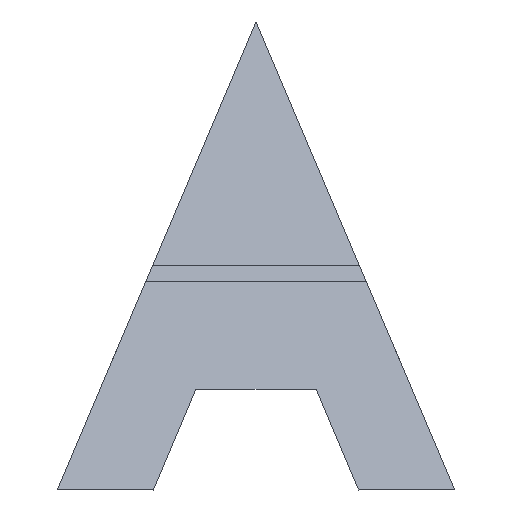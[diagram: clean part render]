
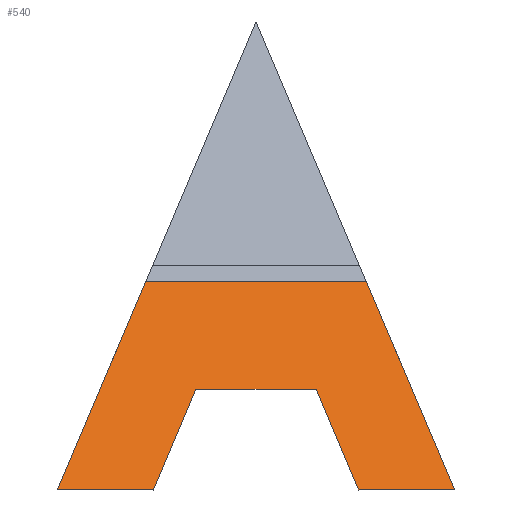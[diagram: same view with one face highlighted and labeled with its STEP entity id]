
A CAD part, front view. The second image highlights one B-rep face of the part: STEP entity #540.
In plain terms, the highlighted face is planar.
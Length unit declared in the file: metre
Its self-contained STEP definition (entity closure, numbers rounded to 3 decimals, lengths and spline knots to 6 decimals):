
#92=ORIENTED_EDGE('',*,*,#216,.T.);
#93=ORIENTED_EDGE('',*,*,#191,.T.);
#94=ORIENTED_EDGE('',*,*,#188,.T.);
#95=ORIENTED_EDGE('',*,*,#217,.T.);
#96=ORIENTED_EDGE('',*,*,#186,.T.);
#97=ORIENTED_EDGE('',*,*,#199,.T.);
#98=ORIENTED_EDGE('',*,*,#208,.F.);
#99=ORIENTED_EDGE('',*,*,#174,.T.);
#174=EDGE_CURVE('',#247,#246,#294,.T.);
#186=EDGE_CURVE('',#259,#258,#306,.T.);
#188=EDGE_CURVE('',#260,#261,#308,.T.);
#191=EDGE_CURVE('',#262,#260,#311,.T.);
#199=EDGE_CURVE('',#258,#266,#319,.T.);
#208=EDGE_CURVE('',#247,#266,#328,.T.);
#216=EDGE_CURVE('',#246,#262,#336,.T.);
#217=EDGE_CURVE('',#261,#259,#337,.T.);
#246=VERTEX_POINT('',#774);
#247=VERTEX_POINT('',#776);
#258=VERTEX_POINT('',#801);
#259=VERTEX_POINT('',#803);
#260=VERTEX_POINT('',#807);
#261=VERTEX_POINT('',#808);
#262=VERTEX_POINT('',#813);
#266=VERTEX_POINT('',#827);
#294=LINE('',#775,#366);
#306=LINE('',#802,#378);
#308=LINE('',#806,#380);
#311=LINE('',#812,#383);
#319=LINE('',#829,#391);
#328=LINE('',#847,#400);
#336=LINE('',#860,#408);
#337=LINE('',#861,#409);
#366=VECTOR('',#634,1.);
#378=VECTOR('',#652,1.);
#380=VECTOR('',#656,1.);
#383=VECTOR('',#661,1.);
#391=VECTOR('',#675,1.);
#400=VECTOR('',#690,1.);
#408=VECTOR('',#704,1.);
#409=VECTOR('',#705,1.);
#450=EDGE_LOOP('',(#92,#93,#94,#95,#96,#97,#98,#99));
#480=FACE_BOUND('',#450,.T.);
#510=PLANE('',#609);
#540=ADVANCED_FACE('',(#480),#510,.T.);
#609=AXIS2_PLACEMENT_3D('',#859,#702,#703);
#634=DIRECTION('',(-1.,0.,0.));
#652=DIRECTION('',(0.359,-0.859,0.364));
#656=DIRECTION('',(0.359,0.859,-0.364));
#661=DIRECTION('',(1.,0.,0.));
#675=DIRECTION('',(1.,0.,0.));
#690=DIRECTION('',(0.364,-0.858,0.364));
#702=DIRECTION('',(0.,0.391,0.921));
#703=DIRECTION('',(0.,0.921,-0.391));
#704=DIRECTION('',(-0.364,-0.858,0.364));
#705=DIRECTION('',(1.,0.,0.));
#774=CARTESIAN_POINT('',(-0.001963,0.000403,0.001963));
#775=CARTESIAN_POINT('',(-0.002395,0.000403,0.001963));
#776=CARTESIAN_POINT('',(0.001963,0.000403,0.001963));
#801=CARTESIAN_POINT('',(0.001824,-0.003304,0.003536));
#802=CARTESIAN_POINT('',(0.00072,-0.000663,0.002415));
#803=CARTESIAN_POINT('',(0.001072,-0.001506,0.002773));
#806=CARTESIAN_POINT('',(-0.001337,-0.00214,0.003042));
#807=CARTESIAN_POINT('',(-0.001824,-0.003304,0.003536));
#808=CARTESIAN_POINT('',(-0.001072,-0.001506,0.002773));
#812=CARTESIAN_POINT('',(-0.002395,-0.003304,0.003536));
#813=CARTESIAN_POINT('',(-0.003536,-0.003304,0.003536));
#827=CARTESIAN_POINT('',(0.003536,-0.003304,0.003536));
#829=CARTESIAN_POINT('',(-0.002395,-0.003304,0.003536));
#847=CARTESIAN_POINT('',(0.002819,-0.001614,0.002819));
#859=CARTESIAN_POINT('',(-0.002395,-0.001766,0.002883));
#860=CARTESIAN_POINT('',(-0.002819,-0.001614,0.002819));
#861=CARTESIAN_POINT('',(-0.002395,-0.001506,0.002773));
